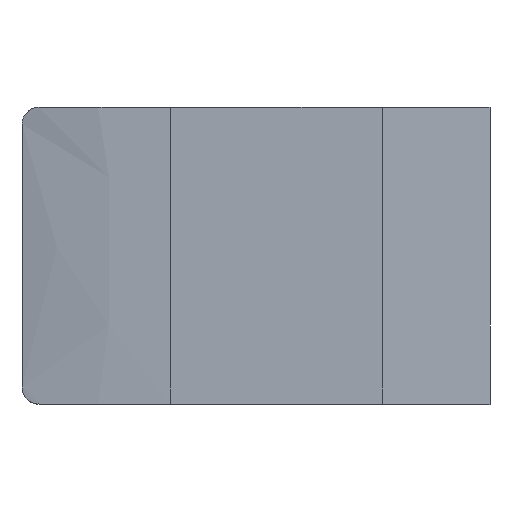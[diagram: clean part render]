
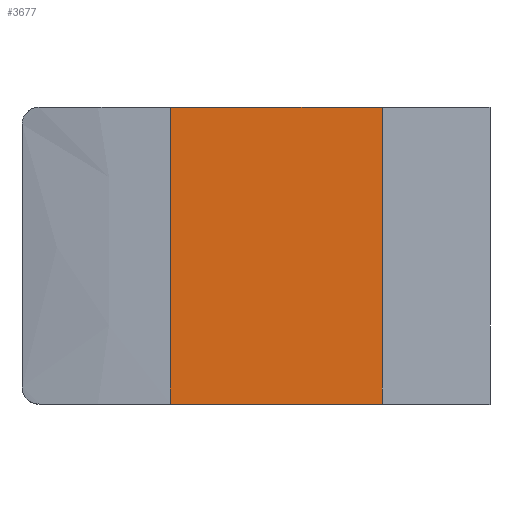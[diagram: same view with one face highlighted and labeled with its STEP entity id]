
A CAD part, top view. The second image highlights one B-rep face of the part: STEP entity #3677.
In plain terms, the highlighted planar face has unit normal (0, 0, 1).
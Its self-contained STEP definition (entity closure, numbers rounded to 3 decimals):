
#22 = EDGE_CURVE ( 'NONE', #4805, #1660, #365, .T. ) ;
#270 = EDGE_CURVE ( 'NONE', #2192, #3224, #1461, .T. ) ;
#365 = LINE ( 'NONE', #3836, #2460 ) ;
#599 = EDGE_LOOP ( 'NONE', ( #1782, #859, #784, #4185 ) ) ;
#713 = CARTESIAN_POINT ( 'NONE',  ( -55.972, -26., 0. ) ) ;
#745 = CARTESIAN_POINT ( 'NONE',  ( -18.857, 26., 0. ) ) ;
#780 = CARTESIAN_POINT ( 'NONE',  ( -18.857, -26., 0. ) ) ;
#784 = ORIENTED_EDGE ( 'NONE', *, *, #22, .F. ) ;
#859 = ORIENTED_EDGE ( 'NONE', *, *, #2946, .F. ) ;
#1321 = DIRECTION ( 'NONE',  ( -1., 0., 0. ) ) ;
#1416 = LINE ( 'NONE', #4035, #3308 ) ;
#1460 = AXIS2_PLACEMENT_3D ( 'NONE', #1696, #3197, #1321 ) ;
#1461 = LINE ( 'NONE', #713, #1989 ) ;
#1608 = CARTESIAN_POINT ( 'NONE',  ( -18.857, 26., 0. ) ) ;
#1628 = CARTESIAN_POINT ( 'NONE',  ( -55.972, 26., 0. ) ) ;
#1660 = VERTEX_POINT ( 'NONE', #745 ) ;
#1696 = CARTESIAN_POINT ( 'NONE',  ( -55.972, 26., 0. ) ) ;
#1782 = ORIENTED_EDGE ( 'NONE', *, *, #270, .T. ) ;
#1966 = FACE_OUTER_BOUND ( 'NONE', #599, .T. ) ;
#1976 = LINE ( 'NONE', #1608, #2571 ) ;
#1989 = VECTOR ( 'NONE', #4820, 1000. ) ;
#2192 = VERTEX_POINT ( 'NONE', #2573 ) ;
#2460 = VECTOR ( 'NONE', #4240, 1000. ) ;
#2514 = DIRECTION ( 'NONE',  ( 0., -1., 0. ) ) ;
#2571 = VECTOR ( 'NONE', #4696, 1000. ) ;
#2573 = CARTESIAN_POINT ( 'NONE',  ( -55.972, -26., 0. ) ) ;
#2946 = EDGE_CURVE ( 'NONE', #1660, #3224, #1976, .T. ) ;
#3197 = DIRECTION ( 'NONE',  ( 0., 0., -1. ) ) ;
#3224 = VERTEX_POINT ( 'NONE', #780 ) ;
#3308 = VECTOR ( 'NONE', #2514, 1000. ) ;
#3677 = ADVANCED_FACE ( 'NONE', ( #1966 ), #4683, .F. ) ;
#3836 = CARTESIAN_POINT ( 'NONE',  ( -55.972, 26., 0. ) ) ;
#3842 = EDGE_CURVE ( 'NONE', #4805, #2192, #1416, .T. ) ;
#4035 = CARTESIAN_POINT ( 'NONE',  ( -55.972, 26., 0. ) ) ;
#4185 = ORIENTED_EDGE ( 'NONE', *, *, #3842, .T. ) ;
#4240 = DIRECTION ( 'NONE',  ( 1., 0., 0. ) ) ;
#4683 = PLANE ( 'NONE',  #1460 ) ;
#4696 = DIRECTION ( 'NONE',  ( 0., -1., 0. ) ) ;
#4805 = VERTEX_POINT ( 'NONE', #1628 ) ;
#4820 = DIRECTION ( 'NONE',  ( 1., 0., 0. ) ) ;
